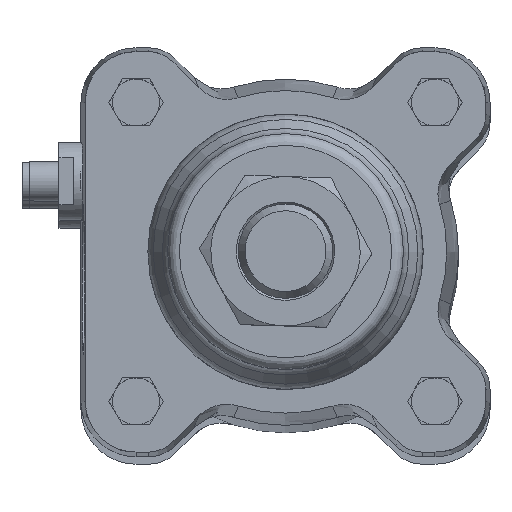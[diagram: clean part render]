
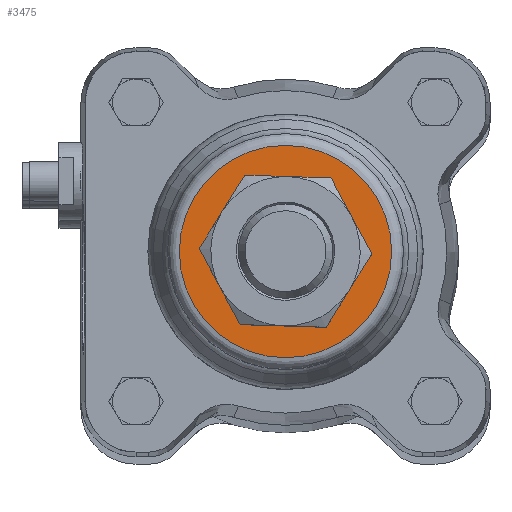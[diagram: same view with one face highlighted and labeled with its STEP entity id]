
A CAD part, top view. The second image highlights one B-rep face of the part: STEP entity #3475.
In plain terms, the highlighted planar face has unit normal (0, 0, 1).
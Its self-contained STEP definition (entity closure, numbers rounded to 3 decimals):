
#691=PLANE('',#3793);
#829=FACE_BOUND('',#1208,.T.);
#947=FACE_OUTER_BOUND('',#1207,.T.);
#1207=EDGE_LOOP('',(#2721));
#1208=EDGE_LOOP('',(#2722));
#1486=CIRCLE('',#3780,8.);
#1492=CIRCLE('',#3792,13.5);
#1736=VERTEX_POINT('',#5651);
#1742=VERTEX_POINT('',#5669);
#2107=EDGE_CURVE('',#1736,#1736,#1486,.T.);
#2113=EDGE_CURVE('',#1742,#1742,#1492,.T.);
#2721=ORIENTED_EDGE('',*,*,#2113,.F.);
#2722=ORIENTED_EDGE('',*,*,#2107,.T.);
#3475=ADVANCED_FACE('',(#947,#829),#691,.T.);
#3780=AXIS2_PLACEMENT_3D('',#5652,#4422,#4423);
#3792=AXIS2_PLACEMENT_3D('',#5670,#4446,#4447);
#3793=AXIS2_PLACEMENT_3D('',#5671,#4448,#4449);
#4422=DIRECTION('center_axis',(0.,0.,-1.));
#4423=DIRECTION('ref_axis',(1.,0.,0.));
#4446=DIRECTION('center_axis',(0.,0.,-1.));
#4447=DIRECTION('ref_axis',(1.,0.,0.));
#4448=DIRECTION('center_axis',(0.,0.,1.));
#4449=DIRECTION('ref_axis',(1.,0.,0.));
#5651=CARTESIAN_POINT('',(-8.,0.,324.5));
#5652=CARTESIAN_POINT('Origin',(0.,0.,324.5));
#5669=CARTESIAN_POINT('',(-13.5,0.,324.5));
#5670=CARTESIAN_POINT('Origin',(0.,0.,324.5));
#5671=CARTESIAN_POINT('Origin',(-13.5,0.,324.5));
